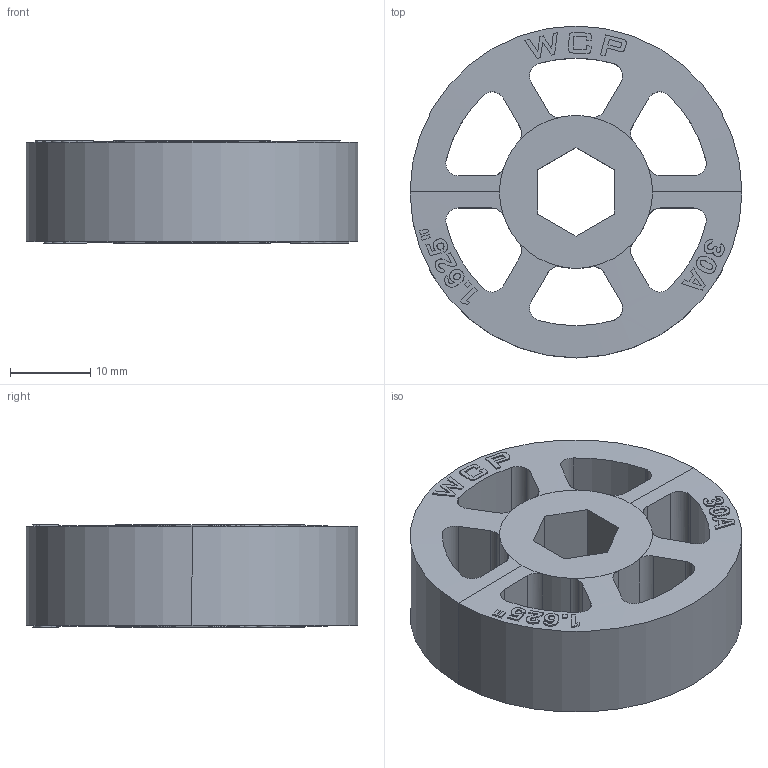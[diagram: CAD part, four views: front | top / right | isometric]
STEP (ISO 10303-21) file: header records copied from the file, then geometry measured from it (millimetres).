
FILE_DESCRIPTION (( 'STEP AP214' ), '1' );
FILE_NAME ('WCP-1281 Rev1.step', '2024-01-17T23:05:51', ( '' ), ( '' ), 'SwSTEP 2.0', 'SolidWorks 2022', '' );
FILE_SCHEMA (( 'AUTOMOTIVE_DESIGN' ));
Length unit declared in the file: inch
Products named in the file (1): WCP-1281 Rev1
Bounding box: 41.27 x 41.27 x 12.7 mm (x, y, z)
Volume: 10741.2 mm3; surface area: 6114.3 mm2
Topology: 1 solids, 1 shells, 396 faces, 1088 edges, 716 vertices
Faces by surface type: plane 212, bspline 128, cylinder 44, cone 12
Entity records: 19198 total; most frequent: CARTESIAN_POINT 10415, ORIENTED_EDGE 2176, DIRECTION 1164, EDGE_CURVE 1088, VERTEX_POINT 716, LINE 538, VECTOR 538, B_SPLINE_CURVE_WITH_KNOTS 506
